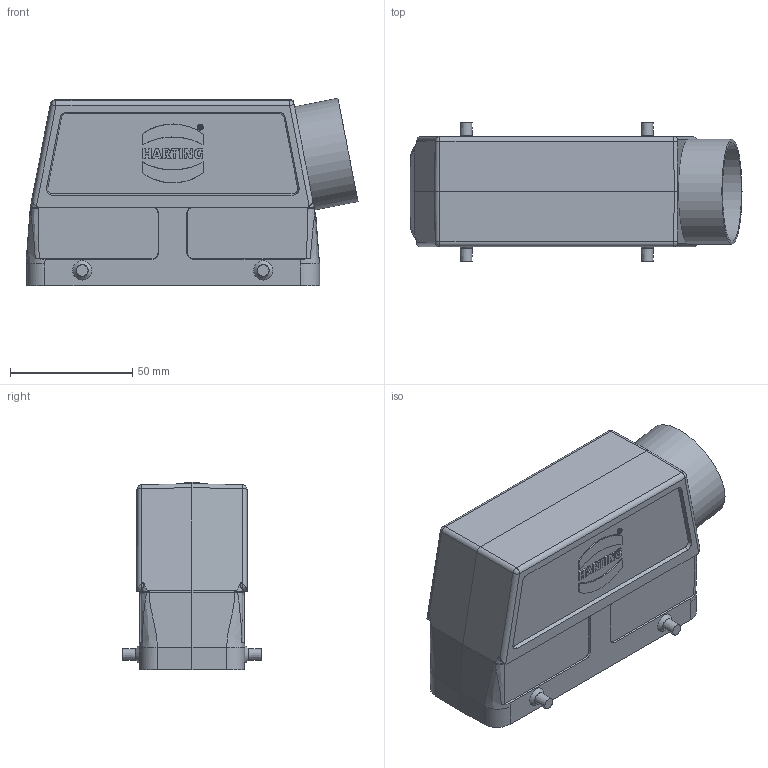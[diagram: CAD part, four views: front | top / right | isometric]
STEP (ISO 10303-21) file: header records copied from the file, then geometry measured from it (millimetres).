
FILE_DESCRIPTION((''),'2;1');
FILE_NAME('05300240573-2.stp','2020-07-14T15:35:27',('e.eickhoff'),(''),'Autodesk Inventor 2012','Autodesk Inventor 2012','');
FILE_SCHEMA(('AUTOMOTIVE_DESIGN { 1 0 10303 214 1 1 1 1 }'));
Length unit declared in the file: millimetre
Products named in the file (3): 05300240573-2; M40 (35)Aufsatz
Assembly tree (2 placements, depth 2):
  05300240573-2
    05300240573-2
    M40 (35)Aufsatz
Bounding box: 135.72 x 57.2 x 76.56 mm (x, y, z)
Volume: 97183.6 mm3; surface area: 60591 mm2
Topology: 2 solids, 2 shells, 330 faces, 845 edges, 542 vertices
Faces by surface type: plane 175, cylinder 61, bspline 52, cone 38, sphere 4
Full cylindrical faces by diameter (mm): 3 x4, 32 x1, 35 x1, 37 x1, 40.5 x1, 43 x1
Entity records: 12376 total; most frequent: CARTESIAN_POINT 4551, ORIENTED_EDGE 1624, DIRECTION 1491, EDGE_CURVE 812, VERTEX_POINT 532, AXIS2_PLACEMENT_3D 518, VECTOR 455, LINE 455
